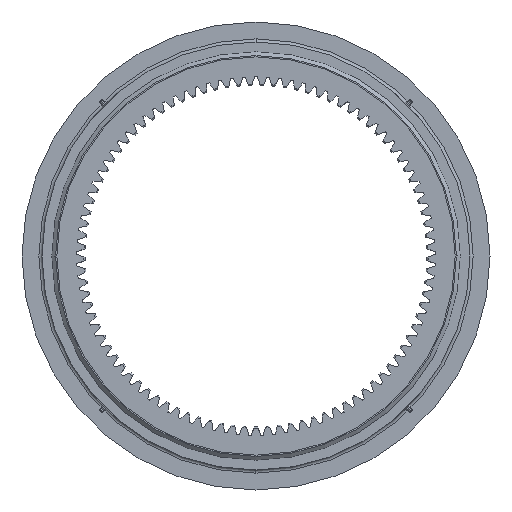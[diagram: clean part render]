
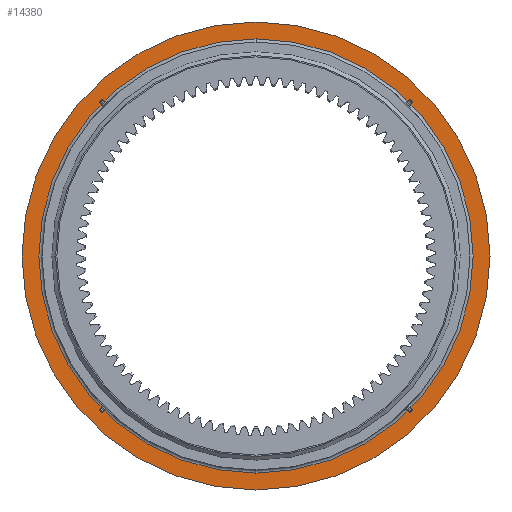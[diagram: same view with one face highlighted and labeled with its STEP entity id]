
A CAD part, front view. The second image highlights one B-rep face of the part: STEP entity #14380.
In plain terms, the highlighted planar face has unit normal (0, -1, 0).
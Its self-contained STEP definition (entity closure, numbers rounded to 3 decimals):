
#19 = DIRECTION ( 'NONE',  ( 0., -1., 0. ) ) ;
#468 = CARTESIAN_POINT ( 'NONE',  ( 0., 16., 342. ) ) ;
#979 = DIRECTION ( 'NONE',  ( 0., 1., 0. ) ) ;
#1916 = FACE_OUTER_BOUND ( 'NONE', #11487, .T. ) ;
#2414 = CIRCLE ( 'NONE', #12577, 374. ) ;
#3490 = AXIS2_PLACEMENT_3D ( 'NONE', #12058, #979, #13925 ) ;
#3918 = CIRCLE ( 'NONE', #3490, 347. ) ;
#4195 = DIRECTION ( 'NONE',  ( 0., 0., 1. ) ) ;
#4375 = ORIENTED_EDGE ( 'NONE', *, *, #23796, .T. ) ;
#5489 = VERTEX_POINT ( 'NONE', #10114 ) ;
#5616 = DIRECTION ( 'NONE',  ( 0., -1., 0. ) ) ;
#6542 = CARTESIAN_POINT ( 'NONE',  ( 0., 16., 374. ) ) ;
#6946 = VERTEX_POINT ( 'NONE', #13800 ) ;
#8880 = ORIENTED_EDGE ( 'NONE', *, *, #17353, .T. ) ;
#9773 = VERTEX_POINT ( 'NONE', #6542 ) ;
#10114 = CARTESIAN_POINT ( 'NONE',  ( 0., 16., 347. ) ) ;
#10191 = DIRECTION ( 'NONE',  ( 0., 1., 0. ) ) ;
#11109 = CARTESIAN_POINT ( 'NONE',  ( 0., 16., 0. ) ) ;
#11487 = EDGE_LOOP ( 'NONE', ( #12908, #4375 ) ) ;
#11550 = PLANE ( 'NONE',  #21105 ) ;
#12058 = CARTESIAN_POINT ( 'NONE',  ( 0., 16., 0. ) ) ;
#12534 = CARTESIAN_POINT ( 'NONE',  ( 0., 16., -347. ) ) ;
#12577 = AXIS2_PLACEMENT_3D ( 'NONE', #16703, #5616, #18601 ) ;
#12726 = CIRCLE ( 'NONE', #16284, 347. ) ;
#12908 = ORIENTED_EDGE ( 'NONE', *, *, #13863, .T. ) ;
#12973 = DIRECTION ( 'NONE',  ( 0., 0., 1. ) ) ;
#13800 = CARTESIAN_POINT ( 'NONE',  ( 0., 16., -374. ) ) ;
#13863 = EDGE_CURVE ( 'NONE', #9773, #6946, #15533, .T. ) ;
#13925 = DIRECTION ( 'NONE',  ( 0., 0., 1. ) ) ;
#14380 = ADVANCED_FACE ( 'NONE', ( #21641, #1916 ), #11550, .T. ) ;
#15276 = DIRECTION ( 'NONE',  ( 0., -1., 0. ) ) ;
#15533 = CIRCLE ( 'NONE', #23308, 374. ) ;
#16284 = AXIS2_PLACEMENT_3D ( 'NONE', #21310, #10191, #23208 ) ;
#16703 = CARTESIAN_POINT ( 'NONE',  ( 0., 16., 0. ) ) ;
#17353 = EDGE_CURVE ( 'NONE', #5489, #17510, #3918, .T. ) ;
#17510 = VERTEX_POINT ( 'NONE', #12534 ) ;
#18601 = DIRECTION ( 'NONE',  ( 0., 0., 1. ) ) ;
#19119 = EDGE_LOOP ( 'NONE', ( #8880, #22543 ) ) ;
#21105 = AXIS2_PLACEMENT_3D ( 'NONE', #468, #15276, #4195 ) ;
#21310 = CARTESIAN_POINT ( 'NONE',  ( 0., 16., 0. ) ) ;
#21546 = EDGE_CURVE ( 'NONE', #17510, #5489, #12726, .T. ) ;
#21641 = FACE_BOUND ( 'NONE', #19119, .T. ) ;
#22543 = ORIENTED_EDGE ( 'NONE', *, *, #21546, .T. ) ;
#23208 = DIRECTION ( 'NONE',  ( 0., 0., 1. ) ) ;
#23308 = AXIS2_PLACEMENT_3D ( 'NONE', #11109, #19, #12973 ) ;
#23796 = EDGE_CURVE ( 'NONE', #6946, #9773, #2414, .T. ) ;
